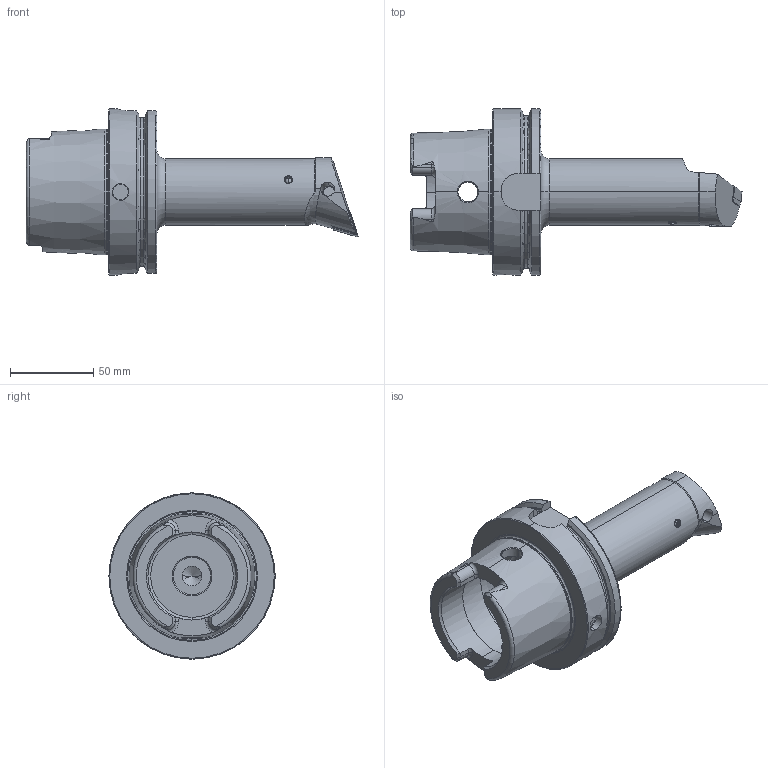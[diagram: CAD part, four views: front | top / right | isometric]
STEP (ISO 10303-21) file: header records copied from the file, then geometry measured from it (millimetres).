
FILE_DESCRIPTION (( 'STEP AP203' ), '1' );
FILE_NAME ('HA0.PDF.RQC.150.STEP', '2013-06-13T12:55:21', ( 'baer' ), ( 'Hewlett-Packard Company' ), 'SwSTEP 2.0', 'SolidWorks 2012', '' );
FILE_SCHEMA (( 'CONFIG_CONTROL_DESIGN' ));
Length unit declared in the file: millimetre
Products named in the file (7): HA0.PDF.RQC.150; WDF-ER3.101.000_A; WCD-ER4.101.017_A; KVT_MB_600_050; DNMG150604; WDF-ER2.101.003_A; HA0-PDF.RQC.150_A_Fertigbearbeitung
Assembly tree (6 placements, depth 2):
  HA0.PDF.RQC.150
    HA0-PDF.RQC.150_A_Fertigbearbeitung
    WDF-ER2.101.003_A
    DNMG150604
    KVT_MB_600_050
    WCD-ER4.101.017_A
    WDF-ER3.101.000_A
Bounding box: 199.9 x 100 x 100 mm (x, y, z)
Volume: 375938.3 mm3; surface area: 70510 mm2
Topology: 7 solids, 7 shells, 356 faces, 906 edges, 552 vertices
Faces by surface type: plane 106, cylinder 101, cone 89, torus 40, bspline 18, sphere 2
Entity records: 13251 total; most frequent: CARTESIAN_POINT 4299, ORIENTED_EDGE 1778, DIRECTION 1674, EDGE_CURVE 889, AXIS2_PLACEMENT_3D 653, VERTEX_POINT 549, EDGE_LOOP 374, LINE 368
